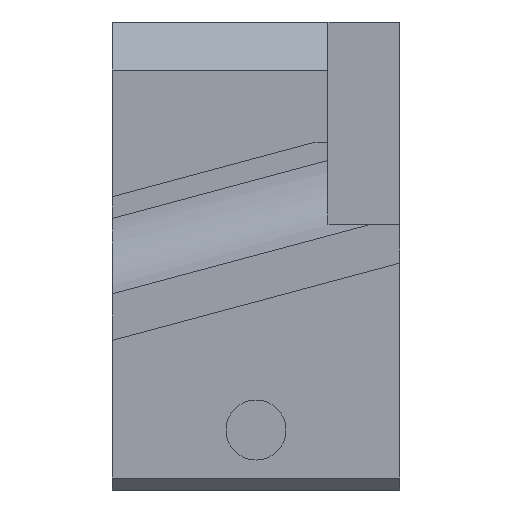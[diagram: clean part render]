
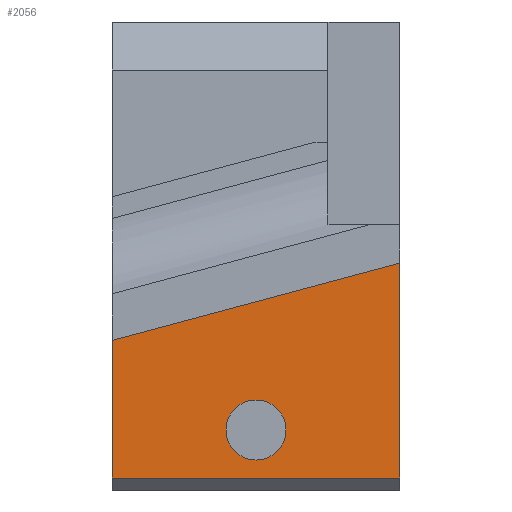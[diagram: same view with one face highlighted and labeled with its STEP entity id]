
A CAD part, left-side view. The second image highlights one B-rep face of the part: STEP entity #2056.
In plain terms, the highlighted planar face has unit normal (-1, 0, 0).
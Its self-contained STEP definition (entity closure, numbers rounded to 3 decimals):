
#1 = VECTOR ( 'NONE', #1003, 1000. ) ;
#16 = ORIENTED_EDGE ( 'NONE', *, *, #1982, .F. ) ;
#33 = VERTEX_POINT ( 'NONE', #673 ) ;
#48 = EDGE_CURVE ( 'NONE', #926, #1328, #849, .T. ) ;
#202 = LINE ( 'NONE', #1896, #872 ) ;
#231 = ORIENTED_EDGE ( 'NONE', *, *, #1795, .T. ) ;
#315 = ORIENTED_EDGE ( 'NONE', *, *, #403, .F. ) ;
#327 = CARTESIAN_POINT ( 'NONE',  ( -105., 12., -39. ) ) ;
#358 = ORIENTED_EDGE ( 'NONE', *, *, #48, .T. ) ;
#403 = EDGE_CURVE ( 'NONE', #1024, #33, #2029, .T. ) ;
#436 = VERTEX_POINT ( 'NONE', #2140 ) ;
#440 = CARTESIAN_POINT ( 'NONE',  ( -105., 6., -35.25 ) ) ;
#485 = DIRECTION ( 'NONE',  ( 0., 0., -1. ) ) ;
#539 = EDGE_LOOP ( 'NONE', ( #231, #358 ) ) ;
#634 = CARTESIAN_POINT ( 'NONE',  ( -105., 12., -38.5 ) ) ;
#653 = CARTESIAN_POINT ( 'NONE',  ( -105., 6., -36.5 ) ) ;
#673 = CARTESIAN_POINT ( 'NONE',  ( -105., 0., -29.549 ) ) ;
#722 = DIRECTION ( 'NONE',  ( 1., 0., 0. ) ) ;
#849 = CIRCLE ( 'NONE', #2383, 1.25 ) ;
#872 = VECTOR ( 'NONE', #485, 1000. ) ;
#926 = VERTEX_POINT ( 'NONE', #440 ) ;
#950 = CARTESIAN_POINT ( 'NONE',  ( -105., 2.363, -30.182 ) ) ;
#983 = AXIS2_PLACEMENT_3D ( 'NONE', #1551, #1698, #1767 ) ;
#1003 = DIRECTION ( 'NONE',  ( 0., 1., 0. ) ) ;
#1024 = VERTEX_POINT ( 'NONE', #1840 ) ;
#1138 = CARTESIAN_POINT ( 'NONE',  ( -105., 6., -37.75 ) ) ;
#1165 = EDGE_CURVE ( 'NONE', #33, #436, #202, .T. ) ;
#1223 = ORIENTED_EDGE ( 'NONE', *, *, #1165, .F. ) ;
#1246 = DIRECTION ( 'NONE',  ( 1., 0., 0. ) ) ;
#1328 = VERTEX_POINT ( 'NONE', #1138 ) ;
#1353 = CIRCLE ( 'NONE', #1988, 1.25 ) ;
#1368 = PLANE ( 'NONE',  #983 ) ;
#1396 = VERTEX_POINT ( 'NONE', #634 ) ;
#1443 = CARTESIAN_POINT ( 'NONE',  ( -105., 0., -38.5 ) ) ;
#1452 = FACE_BOUND ( 'NONE', #539, .T. ) ;
#1486 = FACE_OUTER_BOUND ( 'NONE', #2324, .T. ) ;
#1551 = CARTESIAN_POINT ( 'NONE',  ( -105., 0., -39. ) ) ;
#1662 = DIRECTION ( 'NONE',  ( 0., -0.966, 0.259 ) ) ;
#1698 = DIRECTION ( 'NONE',  ( 1., 0., 0. ) ) ;
#1762 = ORIENTED_EDGE ( 'NONE', *, *, #2248, .F. ) ;
#1767 = DIRECTION ( 'NONE',  ( 0., 0., 1. ) ) ;
#1795 = EDGE_CURVE ( 'NONE', #1328, #926, #1353, .T. ) ;
#1818 = VECTOR ( 'NONE', #1662, 1000. ) ;
#1840 = CARTESIAN_POINT ( 'NONE',  ( -105., 12., -32.764 ) ) ;
#1861 = LINE ( 'NONE', #327, #2080 ) ;
#1896 = CARTESIAN_POINT ( 'NONE',  ( -105., 0., -39. ) ) ;
#1958 = DIRECTION ( 'NONE',  ( 0., 0., -1. ) ) ;
#1979 = LINE ( 'NONE', #1443, #1 ) ;
#1982 = EDGE_CURVE ( 'NONE', #436, #1396, #1979, .T. ) ;
#1988 = AXIS2_PLACEMENT_3D ( 'NONE', #2237, #1246, #2190 ) ;
#2029 = LINE ( 'NONE', #950, #1818 ) ;
#2056 = ADVANCED_FACE ( 'NONE', ( #1452, #1486 ), #1368, .F. ) ;
#2080 = VECTOR ( 'NONE', #2276, 1000. ) ;
#2140 = CARTESIAN_POINT ( 'NONE',  ( -105., 0., -38.5 ) ) ;
#2190 = DIRECTION ( 'NONE',  ( 0., 0., -1. ) ) ;
#2237 = CARTESIAN_POINT ( 'NONE',  ( -105., 6., -36.5 ) ) ;
#2248 = EDGE_CURVE ( 'NONE', #1396, #1024, #1861, .T. ) ;
#2276 = DIRECTION ( 'NONE',  ( 0., 0., 1. ) ) ;
#2324 = EDGE_LOOP ( 'NONE', ( #1223, #315, #1762, #16 ) ) ;
#2383 = AXIS2_PLACEMENT_3D ( 'NONE', #653, #722, #1958 ) ;
